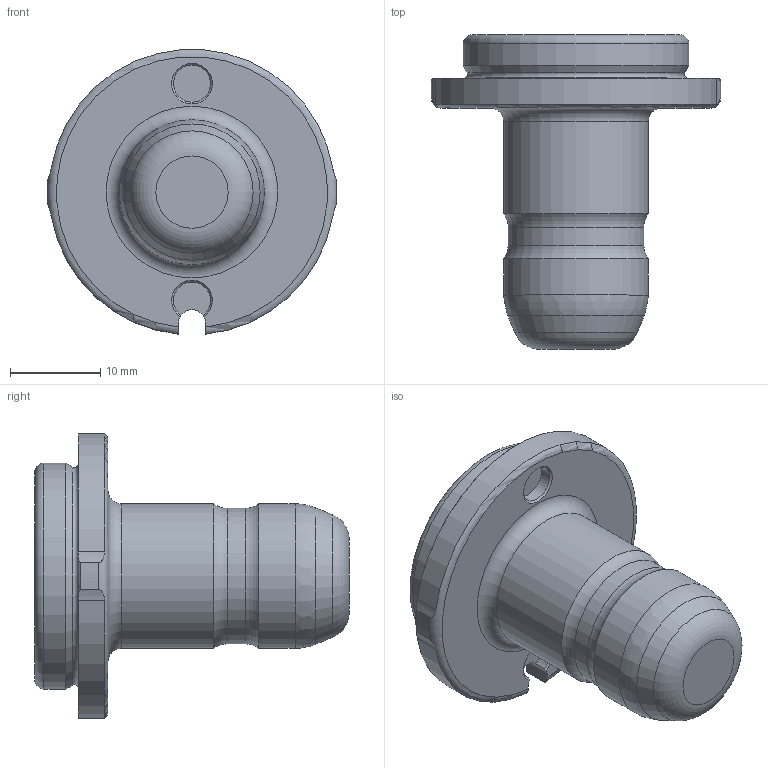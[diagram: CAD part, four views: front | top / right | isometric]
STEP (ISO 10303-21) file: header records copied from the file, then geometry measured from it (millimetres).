
FILE_DESCRIPTION (( 'STEP AP214' ), '1' );
FILE_NAME ('STARK_804 230_B.STEP', '2021-02-22T11:29:00', ( '' ), ( '' ), 'SwSTEP 2.0', 'SolidWorks 2019', '' );
FILE_SCHEMA (( 'AUTOMOTIVE_DESIGN' ));
Length unit declared in the file: millimetre
Products named in the file (1): STARK_804 230_B
Bounding box: 31.98 x 34.8 x 31.48 mm (x, y, z)
Volume: 9339.7 mm3; surface area: 3741.8 mm2
Topology: 1 solids, 1 shells, 42 faces, 95 edges, 58 vertices
Faces by surface type: cylinder 18, torus 10, plane 8, cone 6
Full cylindrical faces by diameter (mm): 4.1 x1, 6.6 x1, 8.2 x1, 15 x1, 16 x2, 25 x1
Entity records: 1186 total; most frequent: CARTESIAN_POINT 290, DIRECTION 188, ORIENTED_EDGE 148, AXIS2_PLACEMENT_3D 85, EDGE_CURVE 74, EDGE_LOOP 65, FACE_OUTER_BOUND 57, VERTEX_POINT 57
